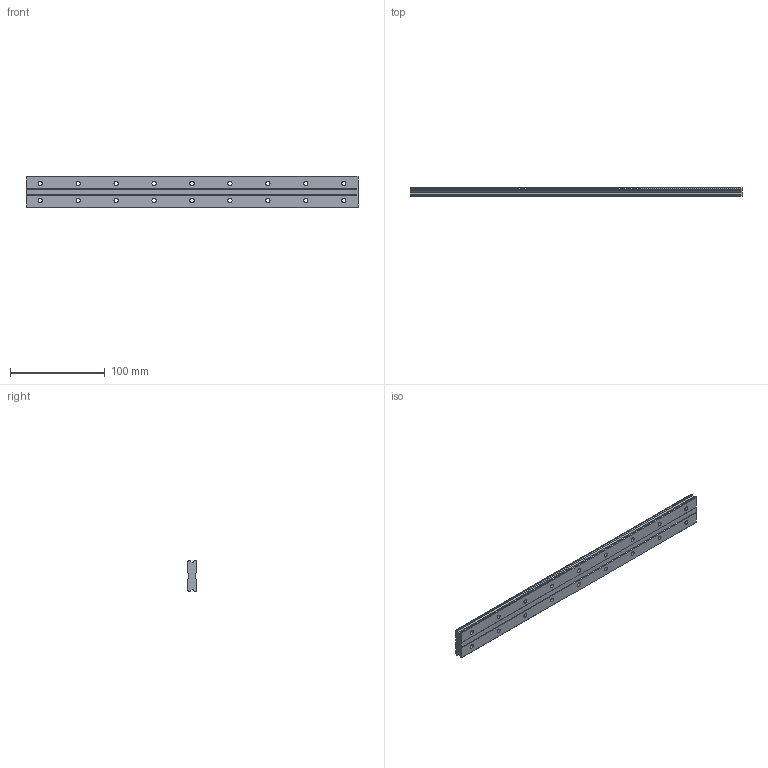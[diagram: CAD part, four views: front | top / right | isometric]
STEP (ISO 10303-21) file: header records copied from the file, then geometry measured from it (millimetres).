
FILE_DESCRIPTION (( 'STEP AP214' ), '1' );
FILE_NAME ('HRW17CA1UU-350L_G15_0_PB107_149-6_0_0_0_1.STEP', '2021-07-01T08:41:24', ( '' ), ( '' ), 'SwSTEP 2.0', 'SolidWorks 2021', '' );
FILE_SCHEMA (( 'AUTOMOTIVE_DESIGN' ));
Length unit declared in the file: millimetre
Products named in the file (2): _HRW17CA35015 Track; HRW17CA1UU-350L_G15_0_PB107_149-6_0_0_0_1
Assembly tree (1 placements, depth 2):
  HRW17CA1UU-350L_G15_0_PB107_149-6_0_0_0_1
    _HRW17CA35015 Track
Bounding box: 350 x 9 x 33 mm (x, y, z)
Volume: 90561.4 mm3; surface area: 33543.2 mm2
Topology: 1 solids, 1 shells, 124 faces, 312 edges, 208 vertices
Faces by surface type: cylinder 76, plane 48
Entity records: 3926 total; most frequent: DIRECTION 720, CARTESIAN_POINT 648, ORIENTED_EDGE 624, EDGE_CURVE 312, AXIS2_PLACEMENT_3D 280, VERTEX_POINT 208, EDGE_LOOP 178, VECTOR 160
